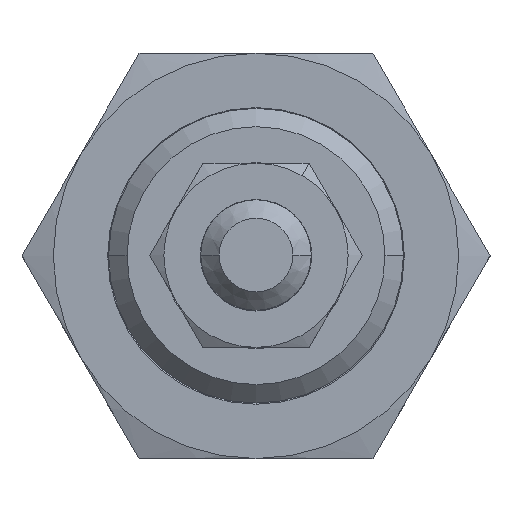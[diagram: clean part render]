
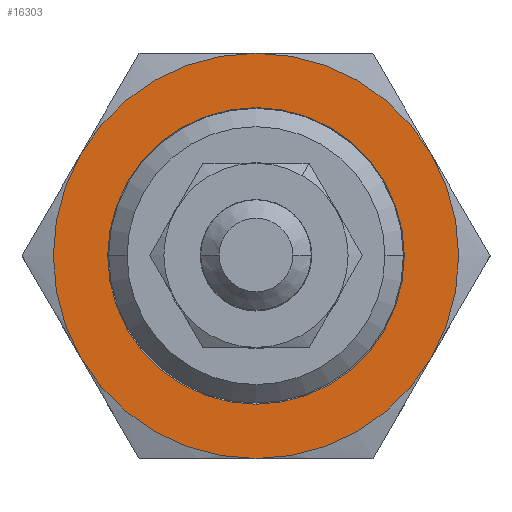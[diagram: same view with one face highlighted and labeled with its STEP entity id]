
A CAD part, top view. The second image highlights one B-rep face of the part: STEP entity #16303.
In plain terms, the highlighted planar face has unit normal (0, 0, 1).
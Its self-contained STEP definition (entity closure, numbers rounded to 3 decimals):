
#102 = CIRCLE ( 'NONE', #6461, 11. ) ;
#1332 = ORIENTED_EDGE ( 'NONE', *, *, #9182, .F. ) ;
#1425 = CIRCLE ( 'NONE', #3419, 11. ) ;
#1771 = VERTEX_POINT ( 'NONE', #8114 ) ;
#1795 = CIRCLE ( 'NONE', #6956, 8.05 ) ;
#3419 = AXIS2_PLACEMENT_3D ( 'NONE', #21864, #4556, #10377 ) ;
#3431 = EDGE_LOOP ( 'NONE', ( #13277, #11153, #1332, #13730, #22992, #14174 ) ) ;
#3885 = CIRCLE ( 'NONE', #14570, 11. ) ;
#4350 = AXIS2_PLACEMENT_3D ( 'NONE', #18816, #22649, #16468 ) ;
#4460 = EDGE_CURVE ( 'NONE', #4512, #10848, #11863, .T. ) ;
#4512 = VERTEX_POINT ( 'NONE', #19542 ) ;
#4556 = DIRECTION ( 'NONE',  ( 0., 0., -1. ) ) ;
#4669 = EDGE_CURVE ( 'NONE', #23789, #9269, #17821, .T. ) ;
#4771 = EDGE_CURVE ( 'NONE', #9269, #23481, #9902, .T. ) ;
#4976 = DIRECTION ( 'NONE',  ( 0., 1., 0. ) ) ;
#4981 = DIRECTION ( 'NONE',  ( 0., 0., -1. ) ) ;
#5156 = AXIS2_PLACEMENT_3D ( 'NONE', #6535, #10508, #12123 ) ;
#5223 = CARTESIAN_POINT ( 'NONE',  ( 9.526, 5.5, 143. ) ) ;
#5244 = CARTESIAN_POINT ( 'NONE',  ( 0., 0., 143. ) ) ;
#5858 = FACE_OUTER_BOUND ( 'NONE', #3431, .T. ) ;
#5883 = EDGE_CURVE ( 'NONE', #23481, #14408, #18014, .T. ) ;
#6129 = CARTESIAN_POINT ( 'NONE',  ( 0., 11., 143. ) ) ;
#6348 = FACE_BOUND ( 'NONE', #10943, .T. ) ;
#6461 = AXIS2_PLACEMENT_3D ( 'NONE', #10332, #4981, #23332 ) ;
#6517 = CARTESIAN_POINT ( 'NONE',  ( 0., -11., 143. ) ) ;
#6535 = CARTESIAN_POINT ( 'NONE',  ( 0., 0., 143. ) ) ;
#6602 = EDGE_CURVE ( 'NONE', #10848, #4512, #1795, .T. ) ;
#6956 = AXIS2_PLACEMENT_3D ( 'NONE', #5244, #20350, #13631 ) ;
#7027 = ORIENTED_EDGE ( 'NONE', *, *, #4460, .T. ) ;
#7190 = EDGE_CURVE ( 'NONE', #14408, #24281, #1425, .T. ) ;
#7397 = ORIENTED_EDGE ( 'NONE', *, *, #6602, .T. ) ;
#7637 = CARTESIAN_POINT ( 'NONE',  ( 0., 0., 143. ) ) ;
#7829 = PLANE ( 'NONE',  #8671 ) ;
#8071 = DIRECTION ( 'NONE',  ( 0., 0., -1. ) ) ;
#8114 = CARTESIAN_POINT ( 'NONE',  ( -9.526, 5.5, 143. ) ) ;
#8144 = EDGE_CURVE ( 'NONE', #1771, #23789, #3885, .T. ) ;
#8384 = DIRECTION ( 'NONE',  ( 0., 0., -1. ) ) ;
#8671 = AXIS2_PLACEMENT_3D ( 'NONE', #13909, #8071, #11924 ) ;
#9182 = EDGE_CURVE ( 'NONE', #24281, #1771, #102, .T. ) ;
#9269 = VERTEX_POINT ( 'NONE', #5223 ) ;
#9707 = AXIS2_PLACEMENT_3D ( 'NONE', #7637, #13845, #15212 ) ;
#9902 = CIRCLE ( 'NONE', #23355, 11. ) ;
#10332 = CARTESIAN_POINT ( 'NONE',  ( 0., 0., 143. ) ) ;
#10377 = DIRECTION ( 'NONE',  ( 0., 1., 0. ) ) ;
#10508 = DIRECTION ( 'NONE',  ( 0., 0., -1. ) ) ;
#10848 = VERTEX_POINT ( 'NONE', #14055 ) ;
#10943 = EDGE_LOOP ( 'NONE', ( #7027, #7397 ) ) ;
#11153 = ORIENTED_EDGE ( 'NONE', *, *, #8144, .F. ) ;
#11863 = CIRCLE ( 'NONE', #4350, 8.05 ) ;
#11924 = DIRECTION ( 'NONE',  ( 0., 1., 0. ) ) ;
#12123 = DIRECTION ( 'NONE',  ( 0., 1., 0. ) ) ;
#12629 = CARTESIAN_POINT ( 'NONE',  ( -9.526, -5.5, 143. ) ) ;
#12909 = CARTESIAN_POINT ( 'NONE',  ( 0., 0., 143. ) ) ;
#13277 = ORIENTED_EDGE ( 'NONE', *, *, #4669, .F. ) ;
#13631 = DIRECTION ( 'NONE',  ( 0., 1., 0. ) ) ;
#13730 = ORIENTED_EDGE ( 'NONE', *, *, #7190, .F. ) ;
#13845 = DIRECTION ( 'NONE',  ( 0., 0., -1. ) ) ;
#13909 = CARTESIAN_POINT ( 'NONE',  ( 0., 0., 143. ) ) ;
#14055 = CARTESIAN_POINT ( 'NONE',  ( 0., 8.05, 143. ) ) ;
#14174 = ORIENTED_EDGE ( 'NONE', *, *, #4771, .F. ) ;
#14408 = VERTEX_POINT ( 'NONE', #6517 ) ;
#14570 = AXIS2_PLACEMENT_3D ( 'NONE', #12909, #18715, #4976 ) ;
#15212 = DIRECTION ( 'NONE',  ( 0., 1., 0. ) ) ;
#16303 = ADVANCED_FACE ( 'NONE', ( #6348, #5858 ), #7829, .F. ) ;
#16468 = DIRECTION ( 'NONE',  ( 0., 1., 0. ) ) ;
#17819 = CARTESIAN_POINT ( 'NONE',  ( 0., 0., 143. ) ) ;
#17821 = CIRCLE ( 'NONE', #5156, 11. ) ;
#18014 = CIRCLE ( 'NONE', #9707, 11. ) ;
#18715 = DIRECTION ( 'NONE',  ( 0., 0., -1. ) ) ;
#18816 = CARTESIAN_POINT ( 'NONE',  ( 0., 0., 143. ) ) ;
#19542 = CARTESIAN_POINT ( 'NONE',  ( 0., -8.05, 143. ) ) ;
#19659 = CARTESIAN_POINT ( 'NONE',  ( 9.526, -5.5, 143. ) ) ;
#20350 = DIRECTION ( 'NONE',  ( 0., 0., -1. ) ) ;
#21864 = CARTESIAN_POINT ( 'NONE',  ( 0., 0., 143. ) ) ;
#22649 = DIRECTION ( 'NONE',  ( 0., 0., -1. ) ) ;
#22992 = ORIENTED_EDGE ( 'NONE', *, *, #5883, .F. ) ;
#23332 = DIRECTION ( 'NONE',  ( 0., 1., 0. ) ) ;
#23355 = AXIS2_PLACEMENT_3D ( 'NONE', #17819, #8384, #23625 ) ;
#23481 = VERTEX_POINT ( 'NONE', #19659 ) ;
#23625 = DIRECTION ( 'NONE',  ( 0., 1., 0. ) ) ;
#23789 = VERTEX_POINT ( 'NONE', #6129 ) ;
#24281 = VERTEX_POINT ( 'NONE', #12629 ) ;
